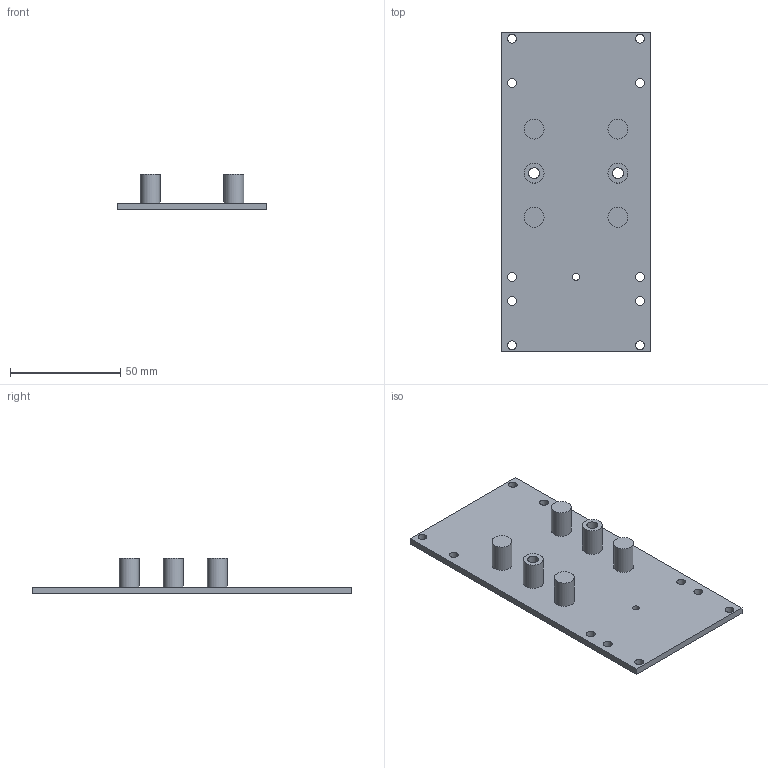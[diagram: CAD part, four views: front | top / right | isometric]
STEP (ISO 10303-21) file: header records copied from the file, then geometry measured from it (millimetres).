
FILE_DESCRIPTION(('STEP AP242'), '1');
FILE_NAME('itemFoundationCentre', '', ('UNSPECIFIED'), ('UNSPECIFIED'), 'C3D Converter', 'C3D Toolkit', '');
FILE_SCHEMA(('AP242_MANAGED_MODEL_BASED_3D_ENGINEERING_MIM_LF { 1 0 10303 442 1 1 4 }'));
Length unit declared in the file: millimetre
Bounding box: 68 x 145 x 16 mm (x, y, z)
Volume: 33512.7 mm3; surface area: 23767.3 mm2
Topology: 1 solids, 1 shells, 31 faces, 69 edges, 46 vertices
Faces by surface type: cylinder 19, plane 12
Full cylindrical faces by diameter (mm): 3.2 x1, 4 x10, 5 x2, 9 x6
Entity records: 873 total; most frequent: DIRECTION 152, CARTESIAN_POINT 128, ORIENTED_EDGE 100, EDGE_LOOP 82, AXIS2_PLACEMENT_3D 70, EDGE_CURVE 50, VERTEX_POINT 46, FACE_BOUND 44
